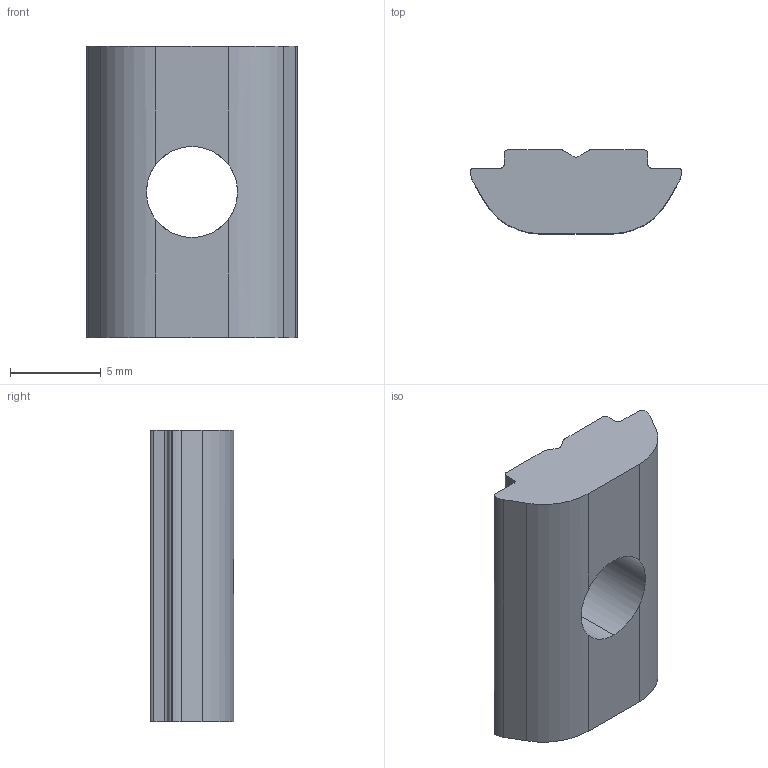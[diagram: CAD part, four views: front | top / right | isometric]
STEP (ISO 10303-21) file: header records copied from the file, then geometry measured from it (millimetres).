
FILE_DESCRIPTION (( 'STEP AP214' ), '1' );
FILE_NAME ('096316.STEP', '2014-08-18T08:18:31', ( '' ), ( '' ), 'SwSTEP 2.0', 'SolidWorks 2014', '' );
FILE_SCHEMA (( 'AUTOMOTIVE_DESIGN' ));
Length unit declared in the file: millimetre
Products named in the file (1): 096316
Bounding box: 11.6 x 4.6 x 16 mm (x, y, z)
Volume: 590.4 mm3; surface area: 575.2 mm2
Topology: 1 solids, 1 shells, 36 faces, 108 edges, 72 vertices
Faces by surface type: cylinder 18, plane 18
Entity records: 1306 total; most frequent: CARTESIAN_POINT 271, ORIENTED_EDGE 216, DIRECTION 200, EDGE_CURVE 108, VERTEX_POINT 72, AXIS2_PLACEMENT_3D 69, VECTOR 62, LINE 62
